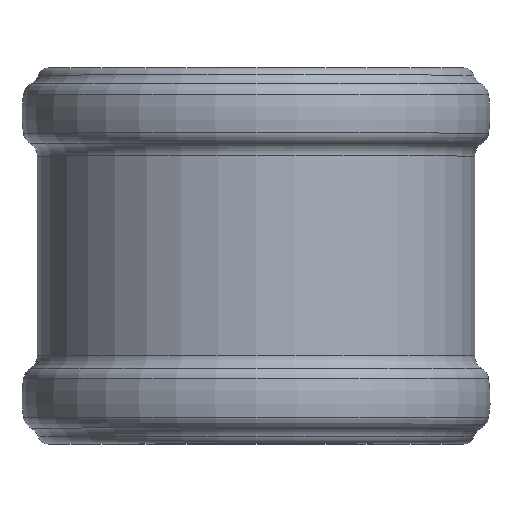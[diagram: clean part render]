
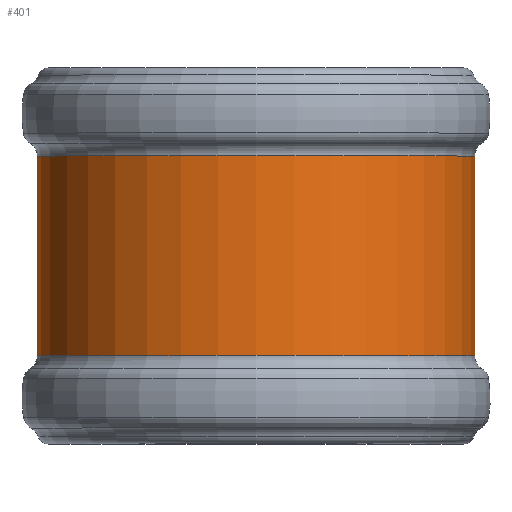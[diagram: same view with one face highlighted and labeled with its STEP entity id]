
A CAD part, top view. The second image highlights one B-rep face of the part: STEP entity #401.
In plain terms, the highlighted cylindrical face has radius 72.7 mm (diameter 145.4 mm), a full revolution.
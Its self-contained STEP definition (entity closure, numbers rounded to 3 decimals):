
#69=FACE_BOUND('',#168,.T.);
#105=FACE_OUTER_BOUND('',#167,.T.);
#167=EDGE_LOOP('',(#347));
#168=EDGE_LOOP('',(#348));
#194=CIRCLE('',#426,72.7);
#215=CIRCLE('',#468,72.7);
#230=VERTEX_POINT('',#652);
#251=VERTEX_POINT('',#715);
#266=EDGE_CURVE('',#230,#230,#194,.T.);
#287=EDGE_CURVE('',#251,#251,#215,.T.);
#347=ORIENTED_EDGE('',*,*,#266,.T.);
#348=ORIENTED_EDGE('',*,*,#287,.F.);
#373=CYLINDRICAL_SURFACE('',#467,72.7);
#401=ADVANCED_FACE('',(#105,#69),#373,.T.);
#426=AXIS2_PLACEMENT_3D('',#653,#513,#514);
#467=AXIS2_PLACEMENT_3D('',#714,#595,#596);
#468=AXIS2_PLACEMENT_3D('',#716,#597,#598);
#513=DIRECTION('center_axis',(0.,-1.,0.));
#514=DIRECTION('ref_axis',(1.,0.,0.));
#595=DIRECTION('center_axis',(0.,-1.,0.));
#596=DIRECTION('ref_axis',(1.,0.,0.));
#597=DIRECTION('center_axis',(0.,-1.,0.));
#598=DIRECTION('ref_axis',(1.,0.,0.));
#652=CARTESIAN_POINT('',(5.328,37.305,0.));
#653=CARTESIAN_POINT('Origin',(-67.372,37.305,0.));
#714=CARTESIAN_POINT('Origin',(-67.372,-12.485,0.));
#715=CARTESIAN_POINT('',(5.328,-29.082,0.));
#716=CARTESIAN_POINT('Origin',(-67.372,-29.082,0.));
